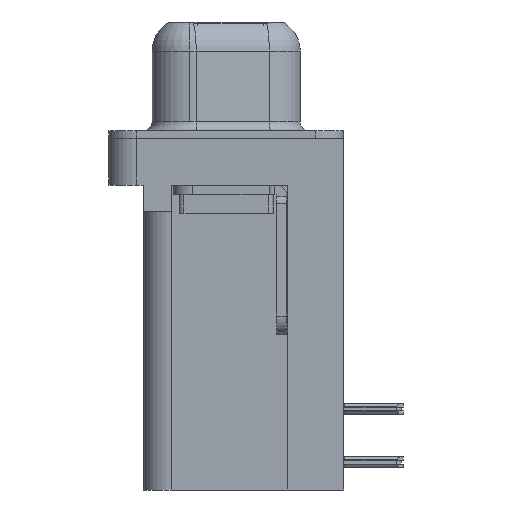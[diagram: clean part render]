
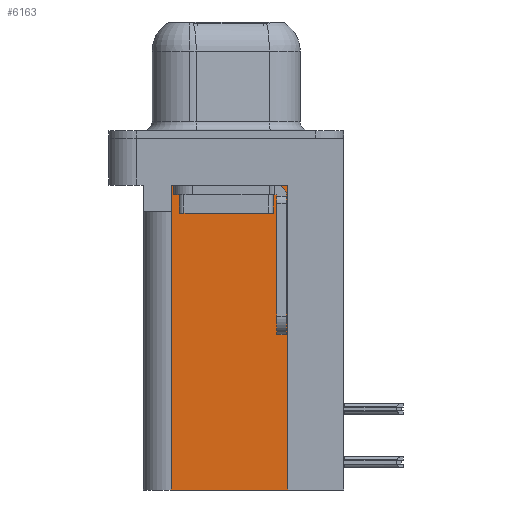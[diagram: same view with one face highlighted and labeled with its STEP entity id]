
A CAD part, left-side view. The second image highlights one B-rep face of the part: STEP entity #6163.
In plain terms, the highlighted planar face has unit normal (-1, 0, 0).
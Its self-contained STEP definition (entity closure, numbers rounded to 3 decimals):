
#98 = CARTESIAN_POINT ( 'NONE',  ( 3.7, 2.925, -18.76 ) ) ;
#109 = EDGE_CURVE ( 'NONE', #15539, #15335, #16318, .T. ) ;
#346 = CARTESIAN_POINT ( 'NONE',  ( 3.7, 0., -3.9 ) ) ;
#578 = CARTESIAN_POINT ( 'NONE',  ( 3.7, 2.925, -18.76 ) ) ;
#626 = DIRECTION ( 'NONE',  ( 0., 0., 1. ) ) ;
#747 = CARTESIAN_POINT ( 'NONE',  ( 3.7, 2.895, -3.9 ) ) ;
#2203 = ORIENTED_EDGE ( 'NONE', *, *, #109, .F. ) ;
#2348 = DIRECTION ( 'NONE',  ( 1., 0., 0. ) ) ;
#2701 = DIRECTION ( 'NONE',  ( 0., 1., 0. ) ) ;
#2880 = CARTESIAN_POINT ( 'NONE',  ( 3.7, -3.295, -18.76 ) ) ;
#3350 = VERTEX_POINT ( 'NONE', #16491 ) ;
#4404 = EDGE_CURVE ( 'NONE', #15539, #3350, #29836, .T. ) ;
#4773 = ORIENTED_EDGE ( 'NONE', *, *, #10069, .T. ) ;
#5276 = VERTEX_POINT ( 'NONE', #27801 ) ;
#6163 = ADVANCED_FACE ( 'NONE', ( #19175 ), #30667, .F. ) ;
#8109 = CARTESIAN_POINT ( 'NONE',  ( 3.7, 2.925, -3.9 ) ) ;
#8465 = ORIENTED_EDGE ( 'NONE', *, *, #19524, .T. ) ;
#8574 = EDGE_CURVE ( 'NONE', #15335, #16610, #10170, .T. ) ;
#9268 = EDGE_LOOP ( 'NONE', ( #8465, #4773, #15837, #14948, #2203, #18502 ) ) ;
#9808 = VECTOR ( 'NONE', #29042, 1000. ) ;
#10069 = EDGE_CURVE ( 'NONE', #5276, #11639, #29999, .T. ) ;
#10170 = LINE ( 'NONE', #578, #9808 ) ;
#10205 = DIRECTION ( 'NONE',  ( 0., 0., -1. ) ) ;
#11639 = VERTEX_POINT ( 'NONE', #747 ) ;
#14948 = ORIENTED_EDGE ( 'NONE', *, *, #8574, .F. ) ;
#14998 = CARTESIAN_POINT ( 'NONE',  ( 3.7, -3.295, -18.76 ) ) ;
#15335 = VERTEX_POINT ( 'NONE', #98 ) ;
#15539 = VERTEX_POINT ( 'NONE', #14998 ) ;
#15837 = ORIENTED_EDGE ( 'NONE', *, *, #19478, .T. ) ;
#16153 = VECTOR ( 'NONE', #26391, 1000. ) ;
#16318 = LINE ( 'NONE', #16431, #16153 ) ;
#16431 = CARTESIAN_POINT ( 'NONE',  ( 3.7, -3.295, -18.76 ) ) ;
#16491 = CARTESIAN_POINT ( 'NONE',  ( 3.7, -3.295, -2.5 ) ) ;
#16610 = VERTEX_POINT ( 'NONE', #8109 ) ;
#18502 = ORIENTED_EDGE ( 'NONE', *, *, #4404, .T. ) ;
#18925 = DIRECTION ( 'NONE',  ( 0., 1., 0. ) ) ;
#19175 = FACE_OUTER_BOUND ( 'NONE', #9268, .T. ) ;
#19478 = EDGE_CURVE ( 'NONE', #11639, #16610, #22884, .T. ) ;
#19524 = EDGE_CURVE ( 'NONE', #3350, #5276, #22129, .T. ) ;
#19798 = CARTESIAN_POINT ( 'NONE',  ( 3.7, 2.895, -3.9 ) ) ;
#22129 = LINE ( 'NONE', #26743, #27780 ) ;
#22783 = AXIS2_PLACEMENT_3D ( 'NONE', #26082, #2348, #18925 ) ;
#22884 = LINE ( 'NONE', #346, #28506 ) ;
#26082 = CARTESIAN_POINT ( 'NONE',  ( 3.7, -3.295, -18.76 ) ) ;
#26391 = DIRECTION ( 'NONE',  ( 0., 1., 0. ) ) ;
#26743 = CARTESIAN_POINT ( 'NONE',  ( 3.7, -3.295, -2.5 ) ) ;
#27780 = VECTOR ( 'NONE', #29107, 1000. ) ;
#27801 = CARTESIAN_POINT ( 'NONE',  ( 3.7, 2.895, -2.5 ) ) ;
#28506 = VECTOR ( 'NONE', #2701, 1000. ) ;
#28755 = VECTOR ( 'NONE', #626, 1000. ) ;
#29042 = DIRECTION ( 'NONE',  ( 0., 0., 1. ) ) ;
#29107 = DIRECTION ( 'NONE',  ( 0., 1., 0. ) ) ;
#29836 = LINE ( 'NONE', #2880, #28755 ) ;
#29999 = LINE ( 'NONE', #19798, #30023 ) ;
#30023 = VECTOR ( 'NONE', #10205, 1000. ) ;
#30667 = PLANE ( 'NONE',  #22783 ) ;
